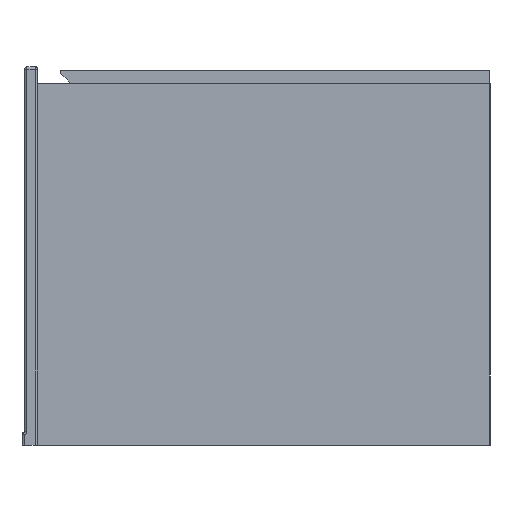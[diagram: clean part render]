
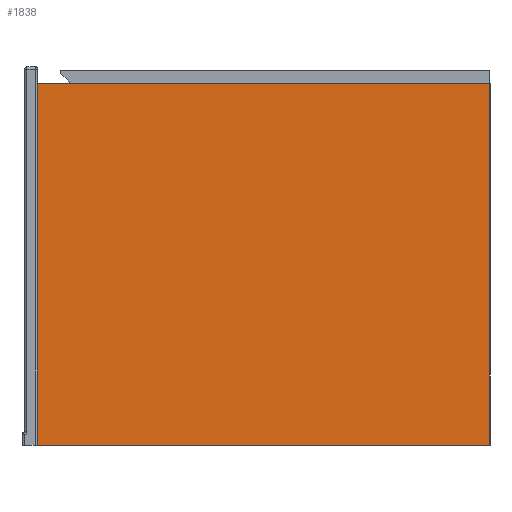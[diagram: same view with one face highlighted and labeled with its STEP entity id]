
A CAD part, left-side view. The second image highlights one B-rep face of the part: STEP entity #1838.
In plain terms, the highlighted planar face has unit normal (-1, 0, 0).
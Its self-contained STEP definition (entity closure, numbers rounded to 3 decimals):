
#6 = DIRECTION ( 'NONE',  ( 0., 0., -1. ) ) ;
#53 = CARTESIAN_POINT ( 'NONE',  ( -594., 275., 440. ) ) ;
#350 = LINE ( 'NONE', #5006, #2832 ) ;
#369 = ORIENTED_EDGE ( 'NONE', *, *, #1808, .T. ) ;
#424 = AXIS2_PLACEMENT_3D ( 'NONE', #878, #457, #2446 ) ;
#457 = DIRECTION ( 'NONE',  ( -1., 0., 0. ) ) ;
#549 = VERTEX_POINT ( 'NONE', #2494 ) ;
#739 = CARTESIAN_POINT ( 'NONE',  ( -594., 275., 440. ) ) ;
#811 = ORIENTED_EDGE ( 'NONE', *, *, #3005, .F. ) ;
#878 = CARTESIAN_POINT ( 'NONE',  ( -594., 275., 440. ) ) ;
#1001 = CARTESIAN_POINT ( 'NONE',  ( -594., -275., 0. ) ) ;
#1043 = LINE ( 'NONE', #1349, #1783 ) ;
#1066 = EDGE_CURVE ( 'NONE', #3864, #3079, #2886, .T. ) ;
#1191 = CARTESIAN_POINT ( 'NONE',  ( -594., -275., 440. ) ) ;
#1349 = CARTESIAN_POINT ( 'NONE',  ( -594., -275., 440. ) ) ;
#1611 = LINE ( 'NONE', #53, #2593 ) ;
#1783 = VECTOR ( 'NONE', #3298, 1000. ) ;
#1808 = EDGE_CURVE ( 'NONE', #3079, #549, #1611, .T. ) ;
#1838 = ADVANCED_FACE ( 'NONE', ( #3193 ), #2899, .T. ) ;
#2000 = ORIENTED_EDGE ( 'NONE', *, *, #2534, .F. ) ;
#2138 = VECTOR ( 'NONE', #2733, 1000. ) ;
#2397 = EDGE_LOOP ( 'NONE', ( #2000, #811, #4622, #369 ) ) ;
#2446 = DIRECTION ( 'NONE',  ( 0., 0., 1. ) ) ;
#2494 = CARTESIAN_POINT ( 'NONE',  ( -594., 275., 0. ) ) ;
#2534 = EDGE_CURVE ( 'NONE', #3567, #549, #350, .T. ) ;
#2593 = VECTOR ( 'NONE', #6, 1000. ) ;
#2733 = DIRECTION ( 'NONE',  ( 0., 1., 0. ) ) ;
#2832 = VECTOR ( 'NONE', #4216, 1000. ) ;
#2886 = LINE ( 'NONE', #739, #2138 ) ;
#2899 = PLANE ( 'NONE',  #424 ) ;
#3005 = EDGE_CURVE ( 'NONE', #3864, #3567, #1043, .T. ) ;
#3079 = VERTEX_POINT ( 'NONE', #4130 ) ;
#3193 = FACE_OUTER_BOUND ( 'NONE', #2397, .T. ) ;
#3298 = DIRECTION ( 'NONE',  ( 0., 0., -1. ) ) ;
#3567 = VERTEX_POINT ( 'NONE', #1001 ) ;
#3864 = VERTEX_POINT ( 'NONE', #1191 ) ;
#4130 = CARTESIAN_POINT ( 'NONE',  ( -594., 275., 440. ) ) ;
#4216 = DIRECTION ( 'NONE',  ( 0., 1., 0. ) ) ;
#4622 = ORIENTED_EDGE ( 'NONE', *, *, #1066, .T. ) ;
#5006 = CARTESIAN_POINT ( 'NONE',  ( -594., 275., 0. ) ) ;
